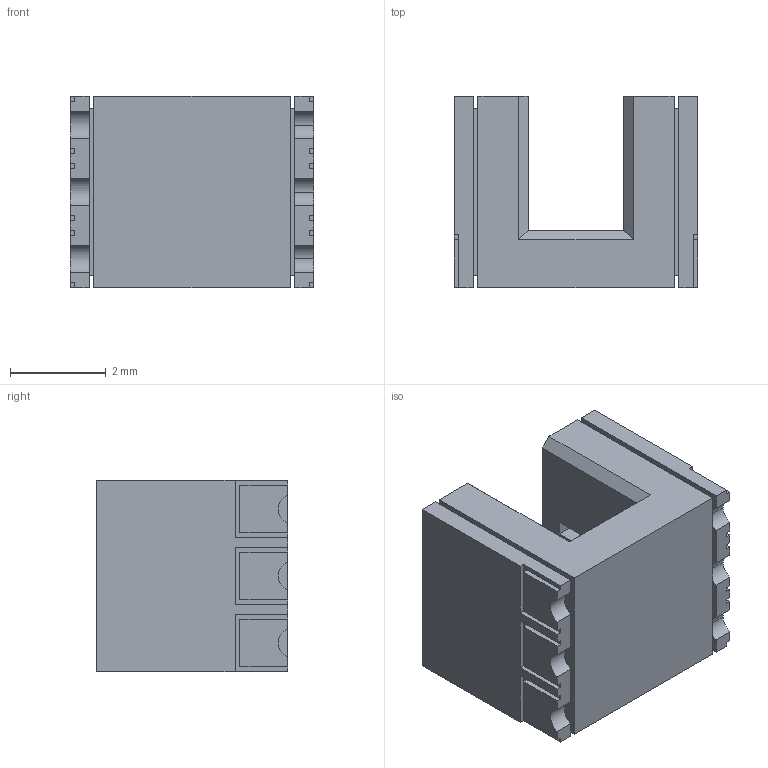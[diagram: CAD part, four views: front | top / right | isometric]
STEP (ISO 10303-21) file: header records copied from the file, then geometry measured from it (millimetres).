
FILE_DESCRIPTION (( 'STEP AP214' ), '1' );
FILE_NAME ('EE_SX4320.step', '2023-08-22T01:06:50', ( 'OSMC1.0 ' ), ( ' ' ), 'SwSTEP 2.0', 'SolidWorks 2002025', '' );
FILE_SCHEMA (( 'AUTOMOTIVE_DESIGN' ));
Length unit declared in the file: millimetre
Products named in the file (1): EE_SX4320
Bounding box: 5.1 x 4 x 4 mm (x, y, z)
Volume: 55 mm3; surface area: 147.1 mm2
Topology: 1 solids, 1 shells, 109 faces, 297 edges, 196 vertices
Faces by surface type: plane 98, cylinder 11
Entity records: 3773 total; most frequent: CARTESIAN_POINT 603, ORIENTED_EDGE 594, DIRECTION 541, EDGE_CURVE 297, LINE 273, VECTOR 273, VERTEX_POINT 196, AXIS2_PLACEMENT_3D 134
